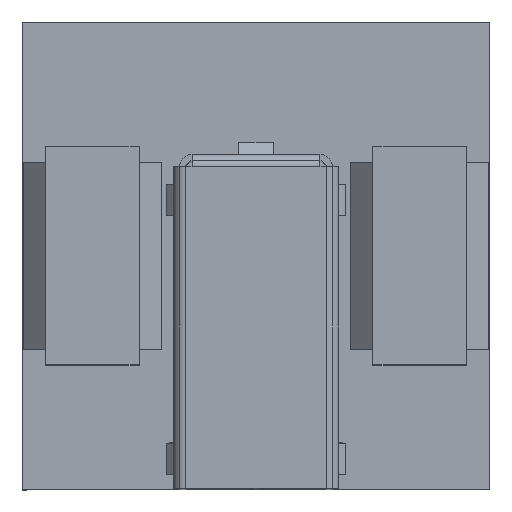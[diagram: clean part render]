
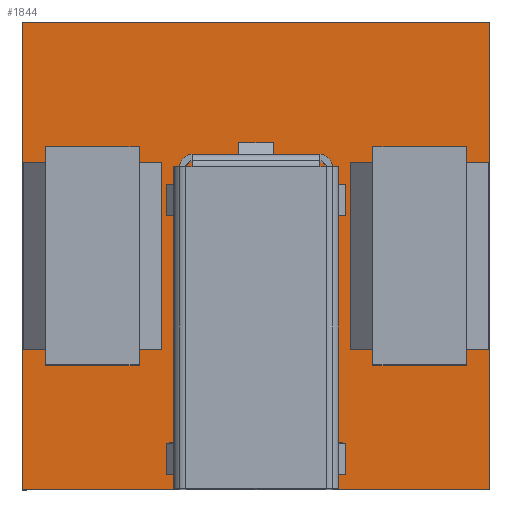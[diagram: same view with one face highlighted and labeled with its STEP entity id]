
A CAD part, top view. The second image highlights one B-rep face of the part: STEP entity #1844.
In plain terms, the highlighted planar face has unit normal (0, 0, 1).
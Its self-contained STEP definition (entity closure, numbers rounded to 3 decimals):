
#227=LINE($,#3073,#417);
#230=LINE($,#3079,#420);
#233=LINE($,#3085,#423);
#236=LINE($,#3089,#426);
#417=VECTOR($,#2535,150.);
#420=VECTOR($,#2540,150.);
#423=VECTOR($,#2545,150.);
#426=VECTOR($,#2550,150.);
#534=PLANE($,#2042);
#556=FACE_BOUND($,#806,.T.);
#557=FACE_BOUND($,#807,.T.);
#558=FACE_BOUND($,#808,.T.);
#806=EDGE_LOOP($,(#1668));
#807=EDGE_LOOP($,(#1669));
#808=EDGE_LOOP($,(#1670,#1671,#1672,#1673));
#863=CIRCLE($,#2034,0.25);
#865=CIRCLE($,#2037,0.25);
#995=VERTEX_POINT($,#3059);
#997=VERTEX_POINT($,#3064);
#1000=VERTEX_POINT($,#3070);
#1001=VERTEX_POINT($,#3072);
#1003=VERTEX_POINT($,#3078);
#1005=VERTEX_POINT($,#3084);
#1219=EDGE_CURVE($,#995,#995,#863,.T.);
#1221=EDGE_CURVE($,#997,#997,#865,.T.);
#1224=EDGE_CURVE($,#1001,#1000,#227,.T.);
#1227=EDGE_CURVE($,#1003,#1001,#230,.T.);
#1230=EDGE_CURVE($,#1005,#1003,#233,.T.);
#1233=EDGE_CURVE($,#1000,#1005,#236,.T.);
#1668=ORIENTED_EDGE($,*,*,#1219,.T.);
#1669=ORIENTED_EDGE($,*,*,#1221,.T.);
#1670=ORIENTED_EDGE($,*,*,#1233,.T.);
#1671=ORIENTED_EDGE($,*,*,#1230,.T.);
#1672=ORIENTED_EDGE($,*,*,#1227,.T.);
#1673=ORIENTED_EDGE($,*,*,#1224,.T.);
#1844=ADVANCED_FACE($,(#556,#557,#558),#534,.T.);
#2034=AXIS2_PLACEMENT_3D($,#3060,#2523,#2524);
#2037=AXIS2_PLACEMENT_3D($,#3065,#2529,#2530);
#2042=AXIS2_PLACEMENT_3D($,#3090,#2551,#2552);
#2523=DIRECTION('center_axis',(0.,0.,-1.));
#2524=DIRECTION('ref_axis',(1.,0.,0.));
#2529=DIRECTION('center_axis',(0.,0.,-1.));
#2530=DIRECTION('ref_axis',(1.,0.,0.));
#2535=DIRECTION($,(0.,1.,0.));
#2540=DIRECTION($,(1.,0.,0.));
#2545=DIRECTION($,(0.,-1.,0.));
#2550=DIRECTION($,(-1.,0.,0.));
#2551=DIRECTION('center_axis',(0.,0.,1.));
#2552=DIRECTION('ref_axis',(1.,0.,0.));
#3059=CARTESIAN_POINT('',(-48.29,-44.74,40.));
#3060=CARTESIAN_POINT('Origin',(-48.54,-44.74,40.));
#3064=CARTESIAN_POINT('',(31.71,-44.74,40.));
#3065=CARTESIAN_POINT('Origin',(31.46,-44.74,40.));
#3070=CARTESIAN_POINT('',(66.46,30.26,40.));
#3072=CARTESIAN_POINT('',(66.46,-119.74,40.));
#3073=CARTESIAN_POINT($,(66.46,30.26,40.));
#3078=CARTESIAN_POINT('',(-83.54,-119.74,40.));
#3079=CARTESIAN_POINT($,(66.46,-119.74,40.));
#3084=CARTESIAN_POINT('',(-83.54,30.26,40.));
#3085=CARTESIAN_POINT($,(-83.54,-119.74,40.));
#3089=CARTESIAN_POINT($,(-83.54,30.26,40.));
#3090=CARTESIAN_POINT('Origin',(-8.54,-44.74,40.));
